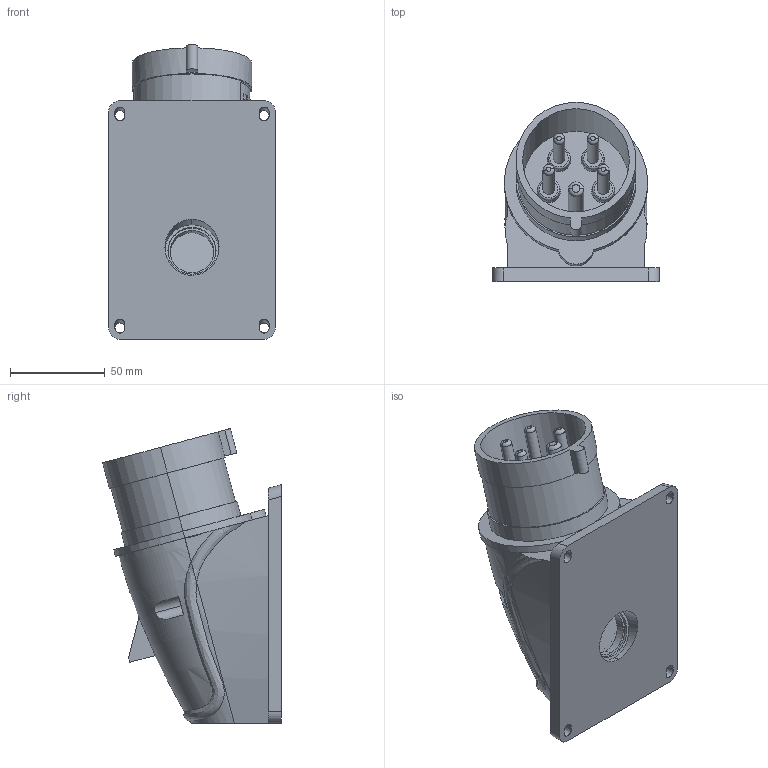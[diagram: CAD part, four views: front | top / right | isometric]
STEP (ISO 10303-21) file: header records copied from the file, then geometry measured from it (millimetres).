
FILE_DESCRIPTION (( 'STEP AP214' ), '1' );
FILE_NAME ('PSN52-032-5 Âèëêà ñòàöèîíàðíàÿ ÑÑÈ-525 32À-6÷_200_346-240_415Â 3Ð+ÐÅ+N IP44 MAGNUM ÈÝÊ1.STEP', '2025-09-15T12:02:50', ( '' ), ( '' ), 'SwSTEP 2.0', 'SolidWorks 2022', '' );
FILE_SCHEMA (( 'AUTOMOTIVE_DESIGN' ));
Length unit declared in the file: millimetre
Products named in the file (1): PSN52-032-5 Вилка стационарная ССИ-525 32А-6ч_200_346-240_415В 3Р+РЕ+N IP44 MAGNUM ИЭК1
Bounding box: 88 x 94.29 x 155.43 mm (x, y, z)
Volume: 236455 mm3; surface area: 110124.3 mm2
Topology: 12 solids, 12 shells, 742 faces, 1913 edges, 1262 vertices
Faces by surface type: plane 451, cylinder 210, bspline 42, torus 21, cone 18
Entity records: 32959 total; most frequent: CARTESIAN_POINT 14862, ORIENTED_EDGE 3806, DIRECTION 3550, EDGE_CURVE 1903, VERTEX_POINT 1262, LINE 1194, VECTOR 1194, AXIS2_PLACEMENT_3D 1178
